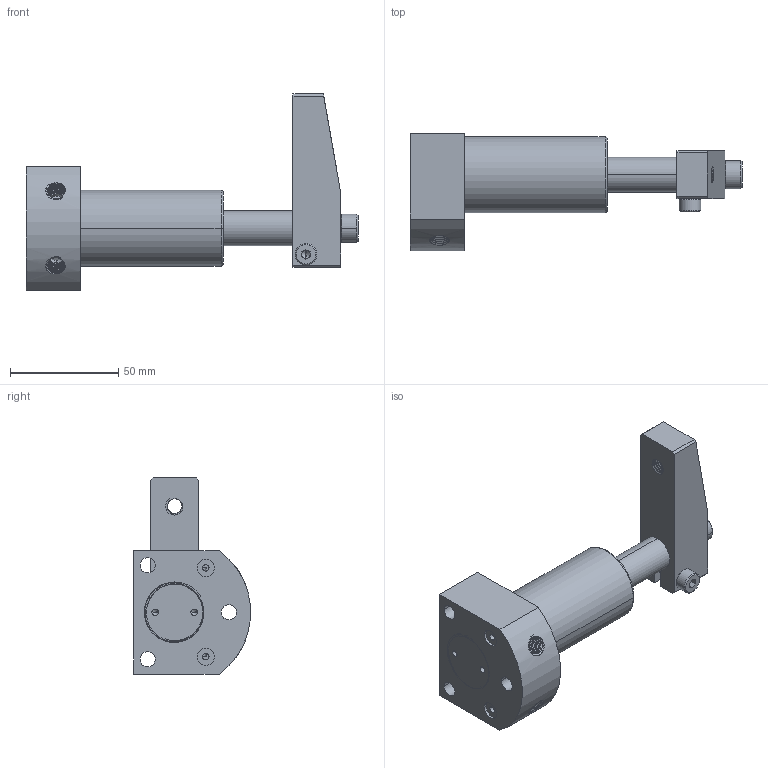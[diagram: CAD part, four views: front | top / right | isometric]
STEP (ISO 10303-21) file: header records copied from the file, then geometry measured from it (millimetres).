
FILE_DESCRIPTION((''),'2;1');
FILE_NAME('030-52_ASM','2010-01-23T',('Administrator'),(''),'PRO/ENGINEER BY PARAMETRIC TECHNOLOGY CORPORATION, 2007170','PRO/ENGINEER BY PARAMETRIC TECHNOLOGY CORPORATION, 2007170','');
FILE_SCHEMA(('CONFIG_CONTROL_DESIGN'));
Length unit declared in the file: millimetre
Products named in the file (7): 030-52BT; 030-52HSG; 030-52HG; 030-52YB; M8LC; M6LC; 030-52_ASM
Assembly tree (6 placements, depth 2):
  030-52_ASM
    030-52BT
    030-52HSG
    030-52HG
    030-52YB
    M8LC
    M6LC
Bounding box: 153.2 x 53.97 x 90.5 mm (x, y, z)
Volume: 152402.3 mm3; surface area: 51974.2 mm2
Topology: 6 solids, 6 shells, 492 faces, 1307 edges, 838 vertices
Faces by surface type: cylinder 285, plane 89, bspline 69, cone 25, torus 24
Entity records: 37052 total; most frequent: CARTESIAN_POINT 25831, ORIENTED_EDGE 2590, DIRECTION 1838, EDGE_CURVE 1295, VERTEX_POINT 838, AXIS2_PLACEMENT_3D 677, B_SPLINE_CURVE_WITH_KNOTS 570, EDGE_LOOP 537
